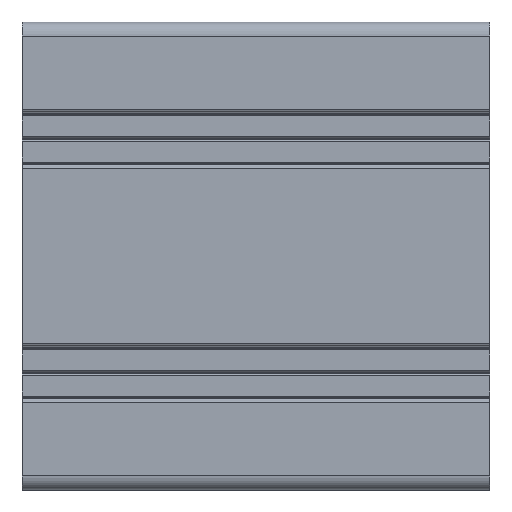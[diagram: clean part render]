
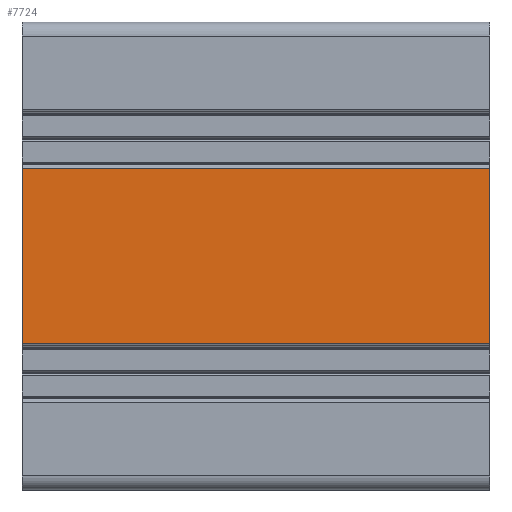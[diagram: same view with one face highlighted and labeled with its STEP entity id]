
A CAD part, front view. The second image highlights one B-rep face of the part: STEP entity #7724.
In plain terms, the highlighted planar face has unit normal (0, -1, 0).
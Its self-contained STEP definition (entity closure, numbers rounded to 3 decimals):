
#433 = CARTESIAN_POINT ( 'NONE',  ( 59.184, 29.898, -18.7 ) ) ;
#485 = LINE ( 'NONE', #11433, #4502 ) ;
#1012 = CARTESIAN_POINT ( 'NONE',  ( -40.816, 29.898, -18.7 ) ) ;
#1094 = DIRECTION ( 'NONE',  ( 0., 0., -1. ) ) ;
#1185 = EDGE_CURVE ( 'NONE', #5886, #12286, #1812, .T. ) ;
#1750 = CARTESIAN_POINT ( 'NONE',  ( 59.184, 29.898, 18.7 ) ) ;
#1812 = LINE ( 'NONE', #5007, #4359 ) ;
#1866 = ORIENTED_EDGE ( 'NONE', *, *, #1185, .F. ) ;
#2243 = DIRECTION ( 'NONE',  ( -1., 0., 0. ) ) ;
#2490 = LINE ( 'NONE', #9427, #14550 ) ;
#3985 = ORIENTED_EDGE ( 'NONE', *, *, #13598, .T. ) ;
#4359 = VECTOR ( 'NONE', #7142, 1000. ) ;
#4455 = AXIS2_PLACEMENT_3D ( 'NONE', #4649, #7045, #8236 ) ;
#4502 = VECTOR ( 'NONE', #1094, 1000. ) ;
#4649 = CARTESIAN_POINT ( 'NONE',  ( 59.184, 29.898, 18.7 ) ) ;
#5007 = CARTESIAN_POINT ( 'NONE',  ( 59.184, 29.898, -18.7 ) ) ;
#5886 = VERTEX_POINT ( 'NONE', #433 ) ;
#5901 = EDGE_LOOP ( 'NONE', ( #3985, #1866, #11680, #14669 ) ) ;
#6868 = VECTOR ( 'NONE', #13810, 1000. ) ;
#7045 = DIRECTION ( 'NONE',  ( 0., 1., 0. ) ) ;
#7142 = DIRECTION ( 'NONE',  ( -1., 0., 0. ) ) ;
#7259 = CARTESIAN_POINT ( 'NONE',  ( -40.816, 29.898, 18.7 ) ) ;
#7724 = ADVANCED_FACE ( 'NONE', ( #9100 ), #8084, .F. ) ;
#8084 = PLANE ( 'NONE',  #4455 ) ;
#8236 = DIRECTION ( 'NONE',  ( 0., 0., 1. ) ) ;
#8328 = EDGE_CURVE ( 'NONE', #12016, #9314, #2490, .T. ) ;
#9100 = FACE_OUTER_BOUND ( 'NONE', #5901, .T. ) ;
#9314 = VERTEX_POINT ( 'NONE', #7259 ) ;
#9427 = CARTESIAN_POINT ( 'NONE',  ( 59.184, 29.898, 18.7 ) ) ;
#11433 = CARTESIAN_POINT ( 'NONE',  ( -40.816, 29.898, 18.7 ) ) ;
#11680 = ORIENTED_EDGE ( 'NONE', *, *, #14077, .F. ) ;
#12016 = VERTEX_POINT ( 'NONE', #13281 ) ;
#12286 = VERTEX_POINT ( 'NONE', #1012 ) ;
#12356 = LINE ( 'NONE', #1750, #6868 ) ;
#13281 = CARTESIAN_POINT ( 'NONE',  ( 59.184, 29.898, 18.7 ) ) ;
#13598 = EDGE_CURVE ( 'NONE', #9314, #12286, #485, .T. ) ;
#13810 = DIRECTION ( 'NONE',  ( 0., 0., -1. ) ) ;
#14077 = EDGE_CURVE ( 'NONE', #12016, #5886, #12356, .T. ) ;
#14550 = VECTOR ( 'NONE', #2243, 1000. ) ;
#14669 = ORIENTED_EDGE ( 'NONE', *, *, #8328, .T. ) ;
